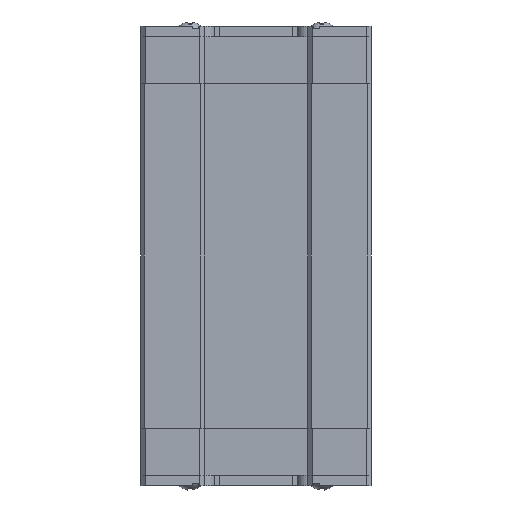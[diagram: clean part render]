
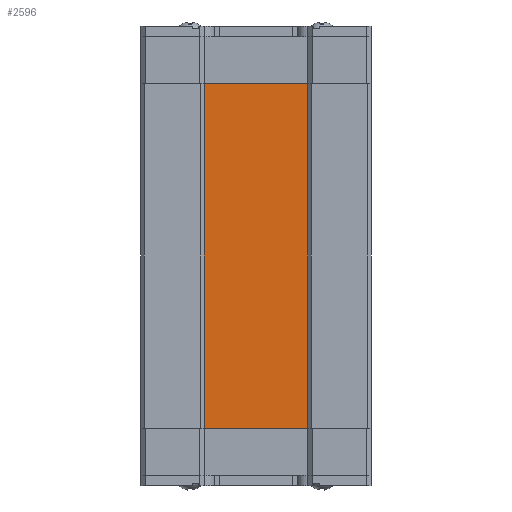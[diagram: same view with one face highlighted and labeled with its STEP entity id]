
A CAD part, front view. The second image highlights one B-rep face of the part: STEP entity #2596.
In plain terms, the highlighted planar face has unit normal (0, -1, 0).
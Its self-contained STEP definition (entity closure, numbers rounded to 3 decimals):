
#388 = VERTEX_POINT ( 'NONE', #10439 ) ;
#422 = ORIENTED_EDGE ( 'NONE', *, *, #6055, .F. ) ;
#617 = DIRECTION ( 'NONE',  ( 0., 0., -1. ) ) ;
#986 = VECTOR ( 'NONE', #11554, 1000. ) ;
#987 = CARTESIAN_POINT ( 'NONE',  ( -4.5, 0.5, 14.95 ) ) ;
#1211 = ORIENTED_EDGE ( 'NONE', *, *, #7556, .F. ) ;
#1232 = FACE_OUTER_BOUND ( 'NONE', #3697, .T. ) ;
#1276 = CARTESIAN_POINT ( 'NONE',  ( 0., 0.5, 14.95 ) ) ;
#1353 = CARTESIAN_POINT ( 'NONE',  ( 0., 0.5, 14.95 ) ) ;
#1792 = VECTOR ( 'NONE', #7649, 1000. ) ;
#1857 = CARTESIAN_POINT ( 'NONE',  ( 4.5, 0.5, -14.95 ) ) ;
#2596 = ADVANCED_FACE ( 'NONE', ( #1232 ), #10161, .F. ) ;
#3697 = EDGE_LOOP ( 'NONE', ( #5042, #9515, #422, #1211 ) ) ;
#4061 = VECTOR ( 'NONE', #617, 1000. ) ;
#4354 = LINE ( 'NONE', #7948, #986 ) ;
#5042 = ORIENTED_EDGE ( 'NONE', *, *, #5944, .T. ) ;
#5944 = EDGE_CURVE ( 'NONE', #6840, #388, #10726, .T. ) ;
#6055 = EDGE_CURVE ( 'NONE', #11398, #11316, #4354, .T. ) ;
#6617 = AXIS2_PLACEMENT_3D ( 'NONE', #1353, #11467, #7024 ) ;
#6835 = LINE ( 'NONE', #1276, #1792 ) ;
#6840 = VERTEX_POINT ( 'NONE', #987 ) ;
#7024 = DIRECTION ( 'NONE',  ( 0., 0., 1. ) ) ;
#7042 = EDGE_CURVE ( 'NONE', #388, #11316, #9131, .T. ) ;
#7556 = EDGE_CURVE ( 'NONE', #6840, #11398, #6835, .T. ) ;
#7649 = DIRECTION ( 'NONE',  ( 1., 0., 0. ) ) ;
#7948 = CARTESIAN_POINT ( 'NONE',  ( 4.5, 0.5, 14.95 ) ) ;
#8239 = CARTESIAN_POINT ( 'NONE',  ( 0., 0.5, -14.95 ) ) ;
#9131 = LINE ( 'NONE', #8239, #9777 ) ;
#9490 = CARTESIAN_POINT ( 'NONE',  ( 4.5, 0.5, 14.95 ) ) ;
#9515 = ORIENTED_EDGE ( 'NONE', *, *, #7042, .T. ) ;
#9777 = VECTOR ( 'NONE', #9900, 1000. ) ;
#9900 = DIRECTION ( 'NONE',  ( 1., 0., 0. ) ) ;
#10161 = PLANE ( 'NONE',  #6617 ) ;
#10439 = CARTESIAN_POINT ( 'NONE',  ( -4.5, 0.5, -14.95 ) ) ;
#10486 = CARTESIAN_POINT ( 'NONE',  ( -4.5, 0.5, 14.95 ) ) ;
#10726 = LINE ( 'NONE', #10486, #4061 ) ;
#11316 = VERTEX_POINT ( 'NONE', #1857 ) ;
#11398 = VERTEX_POINT ( 'NONE', #9490 ) ;
#11467 = DIRECTION ( 'NONE',  ( 0., 1., 0. ) ) ;
#11554 = DIRECTION ( 'NONE',  ( 0., 0., -1. ) ) ;
